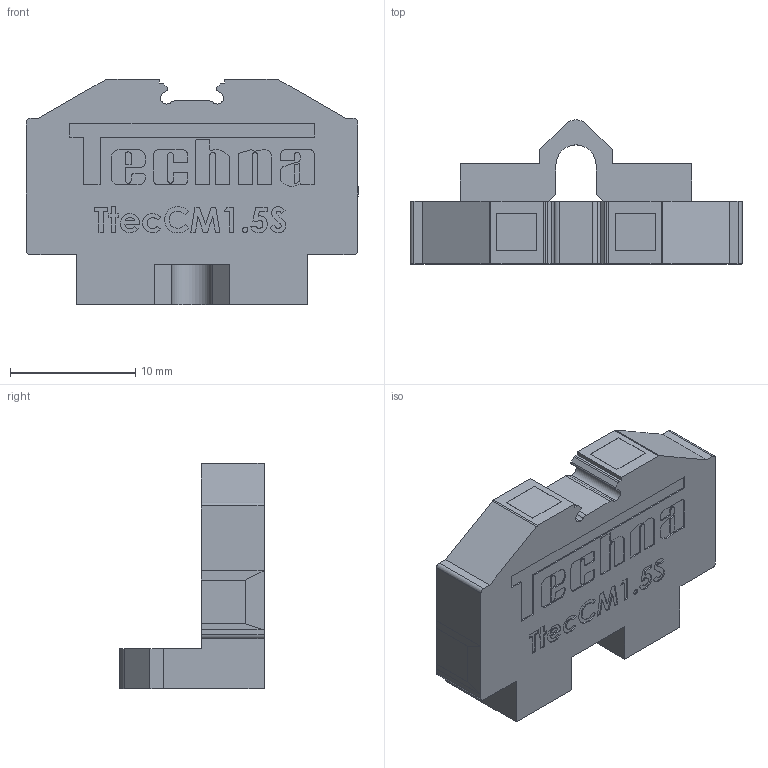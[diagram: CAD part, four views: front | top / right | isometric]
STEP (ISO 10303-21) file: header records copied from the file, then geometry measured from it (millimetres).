
FILE_DESCRIPTION (( 'STEP AP214' ), '1' );
FILE_NAME ('TtecCM1.5S.STEP', '2020-06-30T13:51:47', ( '' ), ( '' ), 'SwSTEP 2.0', 'SolidWorks 2020', '' );
FILE_SCHEMA (( 'AUTOMOTIVE_DESIGN' ));
Length unit declared in the file: millimetre
Products named in the file (1): TtecCM1.5S
Bounding box: 26.53 x 11.52 x 18 mm (x, y, z)
Volume: 2142.2 mm3; surface area: 1510.9 mm2
Topology: 1 solids, 1 shells, 591 faces, 1633 edges, 1082 vertices
Faces by surface type: plane 348, cylinder 141, bspline 102
Entity records: 29336 total; most frequent: CARTESIAN_POINT 9185, ORIENTED_EDGE 3266, DIRECTION 2691, EDGE_CURVE 1633, LINE 1147, VECTOR 1147, VERTEX_POINT 1082, AXIS2_PLACEMENT_3D 772
